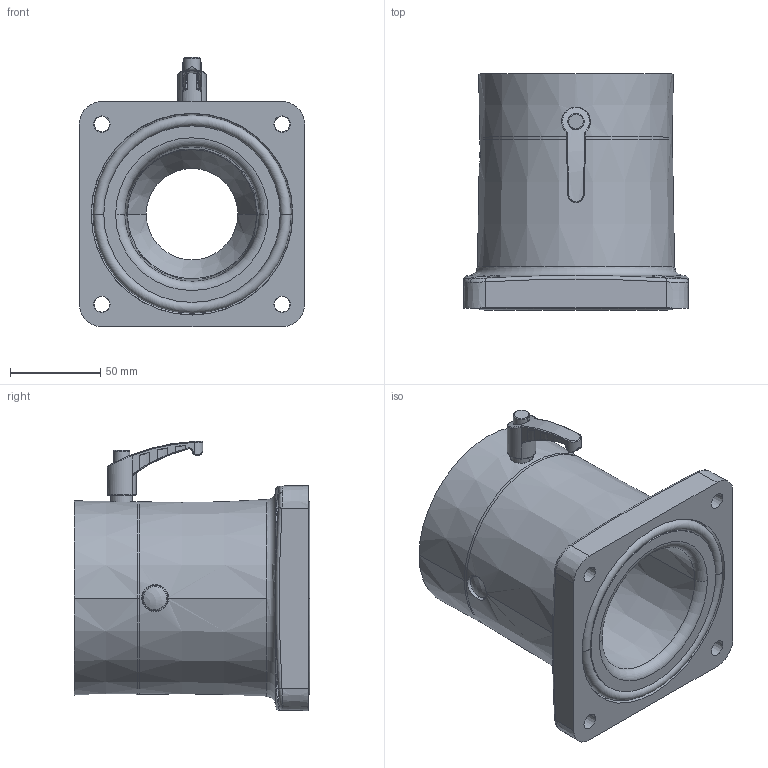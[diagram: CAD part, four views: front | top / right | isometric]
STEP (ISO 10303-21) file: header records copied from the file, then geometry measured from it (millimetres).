
FILE_DESCRIPTION((''),'2;1');
FILE_NAME('ASM0001_SW0002','2010-07-16T',('D.Danell'),(''),'PRO/ENGINEER BY PARAMETRIC TECHNOLOGY CORPORATION, 2005070','PRO/ENGINEER BY PARAMETRIC TECHNOLOGY CORPORATION, 2005070','');
FILE_SCHEMA(('AUTOMOTIVE_DESIGN_CC2 { 1 2 10303 214 -1 1 5 2 }'));
Length unit declared in the file: millimetre
Products named in the file (1): ASM0001_SW0002
Bounding box: 125 x 130.99 x 149.6 mm (x, y, z)
Volume: 764714.4 mm3; surface area: 143654.8 mm2
Topology: 1 solids, 1 shells, 571 faces, 1543 edges, 965 vertices
Faces by surface type: cylinder 159, cone 104, bspline 101, plane 91, torus 87, sphere 29
Entity records: 35111 total; most frequent: CARTESIAN_POINT 12982, ORIENTED_EDGE 3006, DIRECTION 2682, PRESENTATION_STYLE_ASSIGNMENT 2075, STYLED_ITEM 1504, CURVE_STYLE 1503, EDGE_CURVE 1503, AXIS2_PLACEMENT_3D 1155
